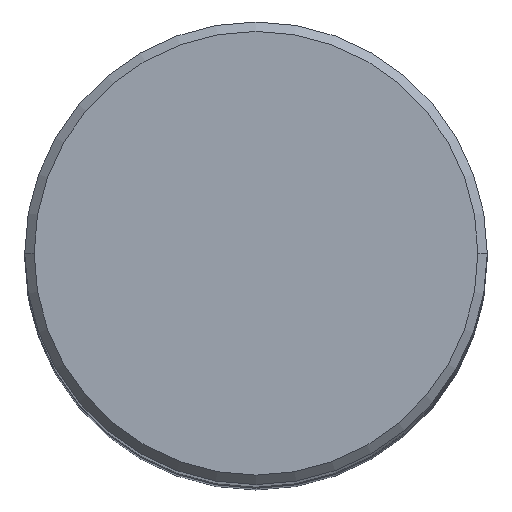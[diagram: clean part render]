
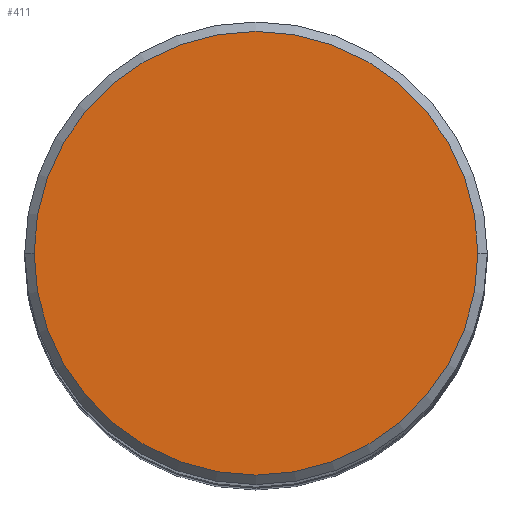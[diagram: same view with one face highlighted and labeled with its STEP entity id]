
A CAD part, top view. The second image highlights one B-rep face of the part: STEP entity #411.
In plain terms, the highlighted planar face has unit normal (0, 0, 1).
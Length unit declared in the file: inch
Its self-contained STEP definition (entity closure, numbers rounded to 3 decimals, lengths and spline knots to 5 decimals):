
#6 = CARTESIAN_POINT ( 'NONE',  ( 0., 0., 0. ) ) ;
#23 = CARTESIAN_POINT ( 'NONE',  ( -0.47215, 0., 0. ) ) ;
#58 = DIRECTION ( 'NONE',  ( 1., 0., 0. ) ) ;
#62 = AXIS2_PLACEMENT_3D ( 'NONE', #63, #274, #242 ) ;
#63 = CARTESIAN_POINT ( 'NONE',  ( 0., 0.47215, 0. ) ) ;
#84 = CARTESIAN_POINT ( 'NONE',  ( 0.47215, 0., 0. ) ) ;
#97 = VERTEX_POINT ( 'NONE', #84 ) ;
#145 = PLANE ( 'NONE',  #62 ) ;
#146 = CIRCLE ( 'NONE', #549, 0.47215 ) ;
#148 = DIRECTION ( 'NONE',  ( 0., 0., 1. ) ) ;
#156 = ORIENTED_EDGE ( 'NONE', *, *, #191, .T. ) ;
#177 = CIRCLE ( 'NONE', #197, 0.47215 ) ;
#181 = DIRECTION ( 'NONE',  ( 1., 0., 0. ) ) ;
#191 = EDGE_CURVE ( 'NONE', #97, #325, #146, .T. ) ;
#197 = AXIS2_PLACEMENT_3D ( 'NONE', #530, #148, #58 ) ;
#226 = ORIENTED_EDGE ( 'NONE', *, *, #370, .T. ) ;
#242 = DIRECTION ( 'NONE',  ( -1., 0., 0. ) ) ;
#274 = DIRECTION ( 'NONE',  ( 0., 0., -1. ) ) ;
#325 = VERTEX_POINT ( 'NONE', #23 ) ;
#355 = FACE_OUTER_BOUND ( 'NONE', #481, .T. ) ;
#370 = EDGE_CURVE ( 'NONE', #325, #97, #177, .T. ) ;
#411 = ADVANCED_FACE ( 'NONE', ( #355 ), #145, .F. ) ;
#481 = EDGE_LOOP ( 'NONE', ( #226, #156 ) ) ;
#524 = DIRECTION ( 'NONE',  ( 0., 0., 1. ) ) ;
#530 = CARTESIAN_POINT ( 'NONE',  ( 0., 0., 0. ) ) ;
#549 = AXIS2_PLACEMENT_3D ( 'NONE', #6, #524, #181 ) ;
